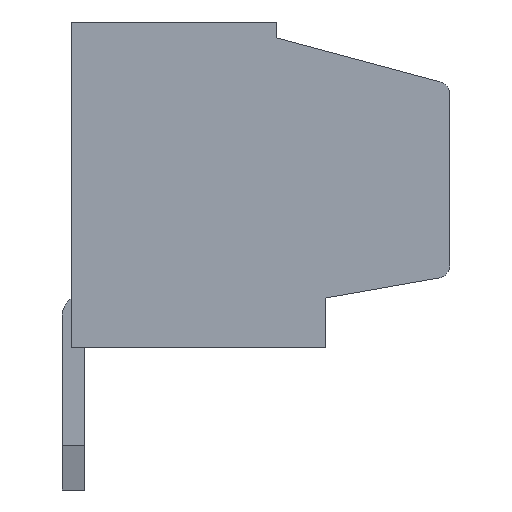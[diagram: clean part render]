
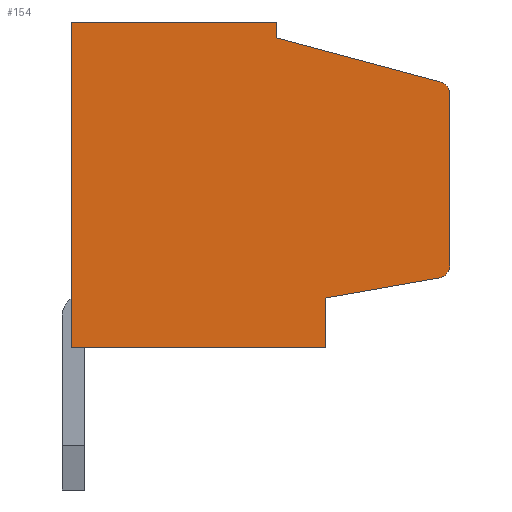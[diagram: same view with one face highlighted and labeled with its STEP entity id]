
A CAD part, left-side view. The second image highlights one B-rep face of the part: STEP entity #154.
In plain terms, the highlighted planar face has unit normal (-1, 0, 0).
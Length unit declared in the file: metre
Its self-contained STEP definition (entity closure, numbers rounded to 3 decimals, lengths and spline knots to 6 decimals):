
#154=ADVANCED_FACE('',(#426),#427,.F.);
#426=FACE_OUTER_BOUND('',#834,.T.);
#427=PLANE('',#835);
#834=EDGE_LOOP('',(#1254,#1255,#1256,#1257,#1258,#1259,#1260,#1261,#1262,#1263));
#835=AXIS2_PLACEMENT_3D('',#1264,#1265,#1266);
#1254=ORIENTED_EDGE('',*,*,#2394,.T.);
#1255=ORIENTED_EDGE('',*,*,#2395,.F.);
#1256=ORIENTED_EDGE('',*,*,#2396,.F.);
#1257=ORIENTED_EDGE('',*,*,#2397,.F.);
#1258=ORIENTED_EDGE('',*,*,#2398,.F.);
#1259=ORIENTED_EDGE('',*,*,#2399,.F.);
#1260=ORIENTED_EDGE('',*,*,#2400,.F.);
#1261=ORIENTED_EDGE('',*,*,#2401,.F.);
#1262=ORIENTED_EDGE('',*,*,#2402,.T.);
#1263=ORIENTED_EDGE('',*,*,#2403,.F.);
#1264=CARTESIAN_POINT('',(0.014022,0.006635,0.));
#1265=DIRECTION('',(1.0,0.0,0.0));
#1266=DIRECTION('',(0.0,1.0,-0.0));
#2394=EDGE_CURVE('',#2851,#2852,#2853,.T.);
#2395=EDGE_CURVE('',#2854,#2852,#2855,.T.);
#2396=EDGE_CURVE('',#2856,#2854,#2857,.T.);
#2397=EDGE_CURVE('',#2858,#2856,#2859,.T.);
#2398=EDGE_CURVE('',#2860,#2858,#2861,.T.);
#2399=EDGE_CURVE('',#2862,#2860,#2863,.T.);
#2400=EDGE_CURVE('',#2864,#2862,#2865,.T.);
#2401=EDGE_CURVE('',#2866,#2864,#2867,.T.);
#2402=EDGE_CURVE('',#2866,#2868,#2869,.T.);
#2403=EDGE_CURVE('',#2851,#2868,#2870,.T.);
#2851=VERTEX_POINT('',#3519);
#2852=VERTEX_POINT('',#3520);
#2853=CIRCLE('',#3521,0.0003);
#2854=VERTEX_POINT('',#3522);
#2855=LINE('',#3523,#3524);
#2856=VERTEX_POINT('',#3525);
#2857=LINE('',#3526,#3527);
#2858=VERTEX_POINT('',#3528);
#2859=LINE('',#3529,#3530);
#2860=VERTEX_POINT('',#3531);
#2861=LINE('',#3532,#3533);
#2862=VERTEX_POINT('',#3534);
#2863=LINE('',#3535,#3536);
#2864=VERTEX_POINT('',#3537);
#2865=LINE('',#3538,#3539);
#2866=VERTEX_POINT('',#3540);
#2867=LINE('',#3541,#3542);
#2868=VERTEX_POINT('',#3543);
#2869=CIRCLE('',#3544,0.0003);
#2870=LINE('',#3545,#3546);
#3519=CARTESIAN_POINT('',(0.014022,0.000439,-0.00163));
#3520=CARTESIAN_POINT('',(0.014022,0.000662,-0.00134));
#3521=AXIS2_PLACEMENT_3D('',#4478,#4479,#4480);
#3522=CARTESIAN_POINT('',(0.014022,0.004339,-0.000355));
#3523=CARTESIAN_POINT('',(0.014022,0.000662,-0.00134));
#3524=VECTOR('',#4481,1.0);
#3525=CARTESIAN_POINT('',(0.014022,0.004339,0.));
#3526=CARTESIAN_POINT('',(0.014022,0.004339,-0.000355));
#3527=VECTOR('',#4482,1.0);
#3528=CARTESIAN_POINT('',(0.014022,0.008939,0.));
#3529=CARTESIAN_POINT('',(0.014022,0.004339,0.));
#3530=VECTOR('',#4483,1.0);
#3531=CARTESIAN_POINT('',(0.014022,0.008939,-0.0073));
#3532=CARTESIAN_POINT('',(0.014022,0.008939,0.));
#3533=VECTOR('',#4484,1.0);
#3534=CARTESIAN_POINT('',(0.014022,0.003239,-0.0073));
#3535=CARTESIAN_POINT('',(0.014022,0.008939,-0.0073));
#3536=VECTOR('',#4485,1.0);
#3537=CARTESIAN_POINT('',(0.014022,0.003239,-0.006194));
#3538=CARTESIAN_POINT('',(0.014022,0.003239,-0.0073));
#3539=VECTOR('',#4486,1.0);
#3540=CARTESIAN_POINT('',(0.014022,0.000687,-0.005744));
#3541=CARTESIAN_POINT('',(0.014022,0.003239,-0.006194));
#3542=VECTOR('',#4487,1.0);
#3543=CARTESIAN_POINT('',(0.014022,0.000439,-0.005448));
#3544=AXIS2_PLACEMENT_3D('',#4488,#4489,#4490);
#3545=CARTESIAN_POINT('',(0.014022,0.000439,-0.005448));
#3546=VECTOR('',#4491,1.0);
#4478=CARTESIAN_POINT('',(0.014022,0.000739,-0.00163));
#4479=DIRECTION('',(-1.0,-0.0,-0.0));
#4480=DIRECTION('',(0.0,0.0,-1.0));
#4481=DIRECTION('',(0.0,-0.966,-0.259));
#4482=DIRECTION('',(0.0,0.,-1.0));
#4483=DIRECTION('',(0.0,-1.0,0.));
#4484=DIRECTION('',(0.0,0.,1.0));
#4485=DIRECTION('',(0.0,1.0,0.));
#4486=DIRECTION('',(0.0,0.,-1.0));
#4487=DIRECTION('',(0.0,0.985,-0.174));
#4488=CARTESIAN_POINT('',(0.014022,0.000739,-0.005448));
#4489=DIRECTION('',(-1.0,-0.0,-0.0));
#4490=DIRECTION('',(0.0,0.0,-1.0));
#4491=DIRECTION('',(0.0,0.,-1.0));
